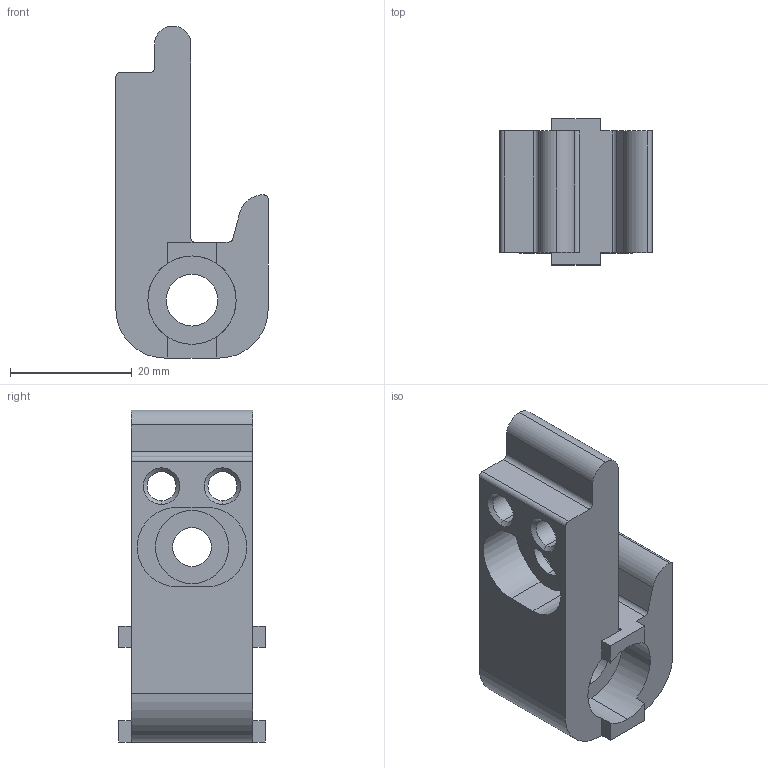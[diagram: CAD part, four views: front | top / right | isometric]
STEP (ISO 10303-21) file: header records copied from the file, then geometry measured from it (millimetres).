
FILE_DESCRIPTION (( 'STEP AP214' ), '1' );
FILE_NAME ('Transept Giltec-AH8.STEP', '2012-10-03T05:09:35', ( 'SysAdmin' ), ( 'SolidWorks' ), 'SwSTEP 2.0', 'SolidWorks 2012', '' );
FILE_SCHEMA (( 'AUTOMOTIVE_DESIGN' ));
Length unit declared in the file: millimetre
Products named in the file (1): Transept Giltec-AH8
Bounding box: 25 x 24 x 54.5 mm (x, y, z)
Volume: 12868.3 mm3; surface area: 6741 mm2
Topology: 2 solids, 2 shells, 69 faces, 184 edges, 120 vertices
Faces by surface type: plane 33, cylinder 28, cone 8
Entity records: 2208 total; most frequent: CARTESIAN_POINT 395, DIRECTION 375, ORIENTED_EDGE 368, EDGE_CURVE 184, AXIS2_PLACEMENT_3D 142, VERTEX_POINT 120, LINE 91, VECTOR 91
